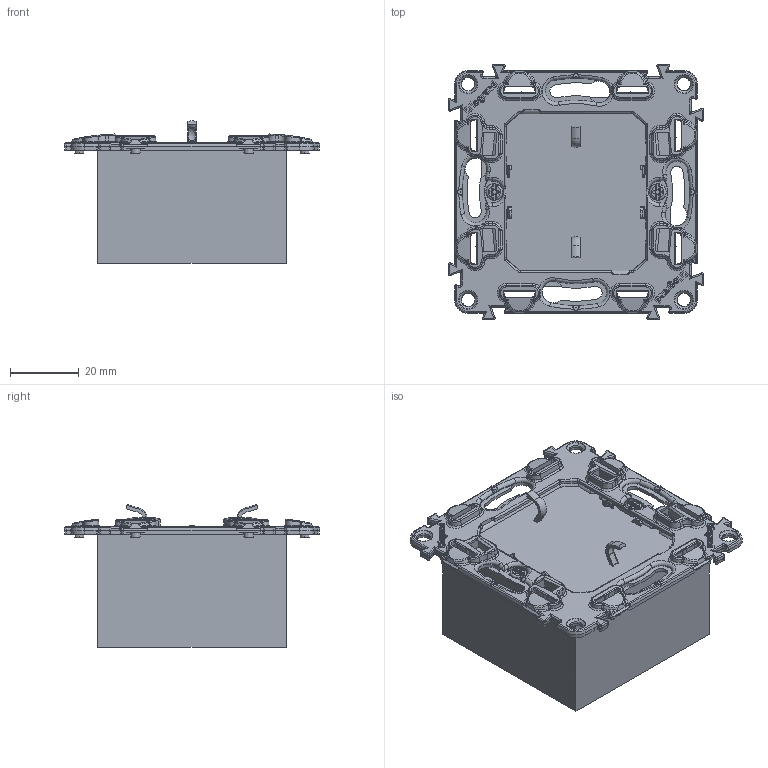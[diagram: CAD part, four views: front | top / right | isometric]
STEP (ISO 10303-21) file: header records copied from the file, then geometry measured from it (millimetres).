
FILE_DESCRIPTION(('CATIA V5 STEP Exchange','CAx-IF Rec.Pracs.--- Model Styling and Organization---1.4--- 2014-01-23'),'2;1');
FILE_NAME('753021_AllCATPart.stp','2020-02-13T10:35:16+00:00',('none'),('none'),'CATIA Version 5-6 Release 2017 SP3','CATIA V5 STEP AP214','none');
FILE_SCHEMA(('AUTOMOTIVE_DESIGN { 1 0 10303 214 1 1 1 1 }'));
Products named in the file (1): 753021_AllCATPart
Bounding box: 74.6 x 74.6 x 41.63 mm (x, y, z)
Volume: 105766.8 mm3; surface area: 21108.1 mm2
Topology: 1 solids, 3 shells, 5110 faces, 14471 edges, 9348 vertices
Faces by surface type: plane 3816, cylinder 532, bspline 392, torus 164, cone 158, sphere 32, extrusion 16
Entity records: 189053 total; most frequent: CARTESIAN_POINT 59640, ORIENTED_EDGE 28814, DIRECTION 20639, EDGE_CURVE 14407, VECTOR 11292, LINE 11276, VERTEX_POINT 9348, AXIS2_PLACEMENT_3D 5241
